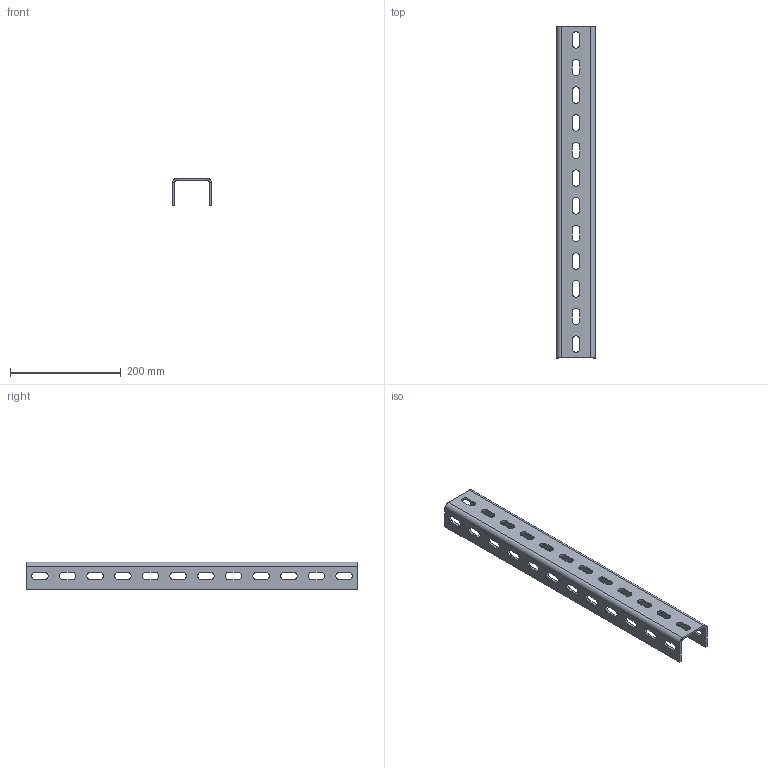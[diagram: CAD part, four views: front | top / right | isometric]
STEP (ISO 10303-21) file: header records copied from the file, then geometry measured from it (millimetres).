
FILE_DESCRIPTION((''),'2;1');
FILE_NAME('616306_PRT','2018-12-05T15:35:33',('tomasz.grudniewski'),(''),'CREO PARAMETRIC BY PTC INC, 2018260','CREO PARAMETRIC BY PTC INC, 2018260','');
FILE_SCHEMA(('CONFIG_CONTROL_DESIGN'));
Length unit declared in the file: millimetre
Products named in the file (1): 616306_PRT
Bounding box: 70 x 600 x 50 mm (x, y, z)
Volume: 325501.5 mm3; surface area: 179582.6 mm2
Topology: 1 solids, 1 shells, 166 faces, 476 edges, 312 vertices
Faces by surface type: plane 90, cylinder 76
Entity records: 5626 total; most frequent: DIRECTION 960, CARTESIAN_POINT 954, ORIENTED_EDGE 952, EDGE_CURVE 476, VECTOR 324, LINE 324, AXIS2_PLACEMENT_3D 318, VERTEX_POINT 312
